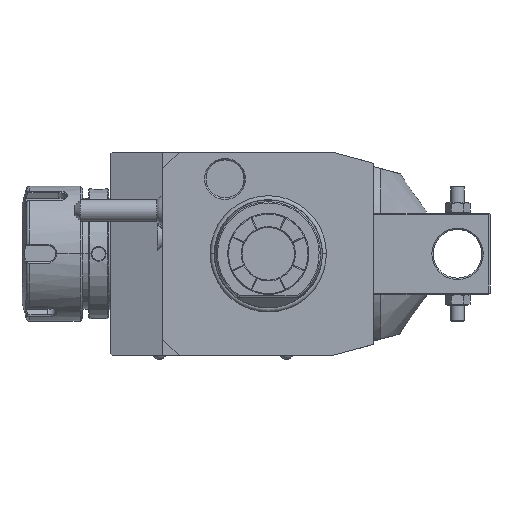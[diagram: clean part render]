
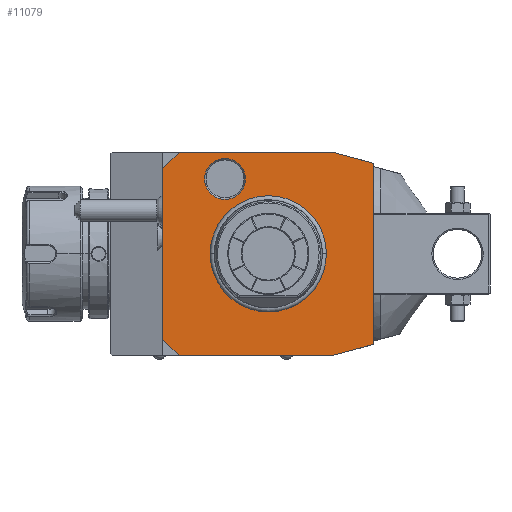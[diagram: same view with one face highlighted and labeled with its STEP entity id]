
A CAD part, front view. The second image highlights one B-rep face of the part: STEP entity #11079.
In plain terms, the highlighted planar face has unit normal (0, -1, 0).
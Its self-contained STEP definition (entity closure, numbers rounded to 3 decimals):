
#1=DIRECTION('',(-0.966,0.,0.259));
#2=VECTOR('',#1,15.529);
#3=CARTESIAN_POINT('',(39.,0.,33.481));
#4=LINE('',#3,#2);
#5=DIRECTION('',(0.,0.,1.));
#6=VECTOR('',#5,66.962);
#7=CARTESIAN_POINT('',(39.,0.,-33.481));
#8=LINE('',#7,#6);
#9=DIRECTION('',(0.966,0.,0.259));
#10=VECTOR('',#9,15.529);
#11=CARTESIAN_POINT('',(24.,0.,-37.5));
#12=LINE('',#11,#10);
#13=DIRECTION('',(1.,0.,0.));
#14=VECTOR('',#13,57.);
#15=CARTESIAN_POINT('',(-33.,0.,-37.5));
#16=LINE('',#15,#14);
#17=DIRECTION('',(0.707,0.,-0.707));
#18=VECTOR('',#17,8.485);
#19=CARTESIAN_POINT('',(-39.,0.,-31.5));
#20=LINE('',#19,#18);
#21=DIRECTION('',(0.,0.,-1.));
#22=VECTOR('',#21,63.);
#23=CARTESIAN_POINT('',(-39.,0.,31.5));
#24=LINE('',#23,#22);
#25=DIRECTION('',(-0.707,0.,-0.707));
#26=VECTOR('',#25,8.485);
#27=CARTESIAN_POINT('',(-33.,0.,37.5));
#28=LINE('',#27,#26);
#29=DIRECTION('',(-1.,0.,0.));
#30=VECTOR('',#29,57.);
#31=CARTESIAN_POINT('',(24.,0.,37.5));
#32=LINE('',#31,#30);
#33=CARTESIAN_POINT('',(-16.,0.,27.713));
#34=DIRECTION('',(0.,1.,0.));
#35=DIRECTION('',(1.,0.,0.));
#36=AXIS2_PLACEMENT_3D('',#33,#34,#35);
#38=CARTESIAN_POINT('',(-16.,0.,27.713));
#39=DIRECTION('',(0.,1.,0.));
#40=DIRECTION('',(-1.,0.,0.));
#41=AXIS2_PLACEMENT_3D('',#38,#39,#40);
#7734=CARTESIAN_POINT('',(0.,0.,0.));
#7735=DIRECTION('',(0.,1.,0.));
#7736=DIRECTION('',(-1.,0.,0.));
#7737=AXIS2_PLACEMENT_3D('',#7734,#7735,#7736);
#7739=CARTESIAN_POINT('',(0.,0.,0.));
#7740=DIRECTION('',(0.,1.,0.));
#7741=DIRECTION('',(1.,0.,0.));
#7742=AXIS2_PLACEMENT_3D('',#7739,#7740,#7741);
#9919=CARTESIAN_POINT('',(-8.423,0.,27.713));
#9920=CARTESIAN_POINT('',(-23.577,0.,27.713));
#9921=VERTEX_POINT('',#9919);
#9922=VERTEX_POINT('',#9920);
#10810=CARTESIAN_POINT('',(39.,0.,33.481));
#10811=CARTESIAN_POINT('',(24.,0.,37.5));
#10812=VERTEX_POINT('',#10810);
#10813=VERTEX_POINT('',#10811);
#10814=CARTESIAN_POINT('',(-33.,0.,37.5));
#10815=VERTEX_POINT('',#10814);
#10816=CARTESIAN_POINT('',(-39.,0.,31.5));
#10817=VERTEX_POINT('',#10816);
#10818=CARTESIAN_POINT('',(-39.,0.,-31.5));
#10819=VERTEX_POINT('',#10818);
#10820=CARTESIAN_POINT('',(-33.,0.,-37.5));
#10821=VERTEX_POINT('',#10820);
#10822=CARTESIAN_POINT('',(24.,0.,-37.5));
#10823=VERTEX_POINT('',#10822);
#10824=CARTESIAN_POINT('',(39.,0.,-33.481));
#10825=VERTEX_POINT('',#10824);
#10886=CARTESIAN_POINT('',(-21.137,0.,0.));
#10887=CARTESIAN_POINT('',(21.137,0.,0.));
#10888=VERTEX_POINT('',#10886);
#10889=VERTEX_POINT('',#10887);
#11044=CARTESIAN_POINT('',(0.,0.,0.));
#11045=DIRECTION('',(0.,-1.,0.));
#11046=DIRECTION('',(-1.,0.,0.));
#11047=AXIS2_PLACEMENT_3D('',#11044,#11045,#11046);
#11048=PLANE('',#11047);
#11050=ORIENTED_EDGE('',*,*,#11049,.F.);
#11052=ORIENTED_EDGE('',*,*,#11051,.F.);
#11054=ORIENTED_EDGE('',*,*,#11053,.F.);
#11056=ORIENTED_EDGE('',*,*,#11055,.F.);
#11058=ORIENTED_EDGE('',*,*,#11057,.F.);
#11060=ORIENTED_EDGE('',*,*,#11059,.F.);
#11062=ORIENTED_EDGE('',*,*,#11061,.F.);
#11064=ORIENTED_EDGE('',*,*,#11063,.F.);
#11065=EDGE_LOOP('',(#11050,#11052,#11054,#11056,#11058,#11060,#11062,#11064));
#11066=FACE_OUTER_BOUND('',#11065,.F.);
#11068=ORIENTED_EDGE('',*,*,#11067,.F.);
#11070=ORIENTED_EDGE('',*,*,#11069,.F.);
#11071=EDGE_LOOP('',(#11068,#11070));
#11072=FACE_BOUND('',#11071,.F.);
#11074=ORIENTED_EDGE('',*,*,#11073,.F.);
#11076=ORIENTED_EDGE('',*,*,#11075,.F.);
#11077=EDGE_LOOP('',(#11074,#11076));
#11078=FACE_BOUND('',#11077,.F.);
#37=CIRCLE('',#36,7.577);
#42=CIRCLE('',#41,7.577);
#7738=CIRCLE('',#7737,21.137);
#7743=CIRCLE('',#7742,21.137);
#11049=EDGE_CURVE('',#10812,#10813,#4,.T.);
#11051=EDGE_CURVE('',#10825,#10812,#8,.T.);
#11053=EDGE_CURVE('',#10823,#10825,#12,.T.);
#11055=EDGE_CURVE('',#10821,#10823,#16,.T.);
#11057=EDGE_CURVE('',#10819,#10821,#20,.T.);
#11059=EDGE_CURVE('',#10817,#10819,#24,.T.);
#11061=EDGE_CURVE('',#10815,#10817,#28,.T.);
#11063=EDGE_CURVE('',#10813,#10815,#32,.T.);
#11067=EDGE_CURVE('',#10888,#10889,#7738,.T.);
#11069=EDGE_CURVE('',#10889,#10888,#7743,.T.);
#11073=EDGE_CURVE('',#9921,#9922,#37,.T.);
#11075=EDGE_CURVE('',#9922,#9921,#42,.T.);
#11079=ADVANCED_FACE('',(#11066,#11072,#11078),#11048,.T.);
